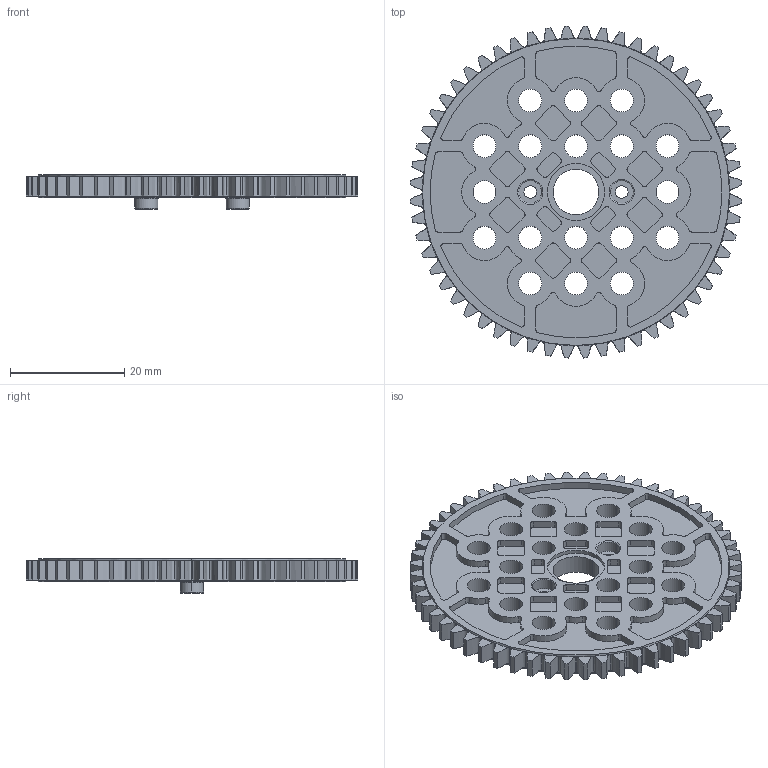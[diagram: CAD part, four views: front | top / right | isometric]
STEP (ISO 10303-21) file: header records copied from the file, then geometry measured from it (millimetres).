
FILE_DESCRIPTION (( 'STEP AP214' ), '1' );
FILE_NAME ('Plastic gear 56T呿蹋喘謫.step', '2016-10-28T04:15:40', ( 'dell' ), ( '' ), 'SwSTEP 2.0', 'SolidWorks 2013', '' );
FILE_SCHEMA (( 'AUTOMOTIVE_DESIGN' ));
Length unit declared in the file: millimetre
Products named in the file (1): Plastic gear 56T呿蹋喘謫
Bounding box: 58.05 x 58.05 x 6 mm (x, y, z)
Volume: 6192.7 mm3; surface area: 8175.9 mm2
Topology: 1 solids, 1 shells, 821 faces, 2142 edges, 1424 vertices
Faces by surface type: cylinder 410, plane 287, bspline 112, torus 12
Entity records: 30398 total; most frequent: CARTESIAN_POINT 9876, DIRECTION 4294, ORIENTED_EDGE 4284, EDGE_CURVE 2142, AXIS2_PLACEMENT_3D 1666, VERTEX_POINT 1424, EDGE_LOOP 964, LINE 962
